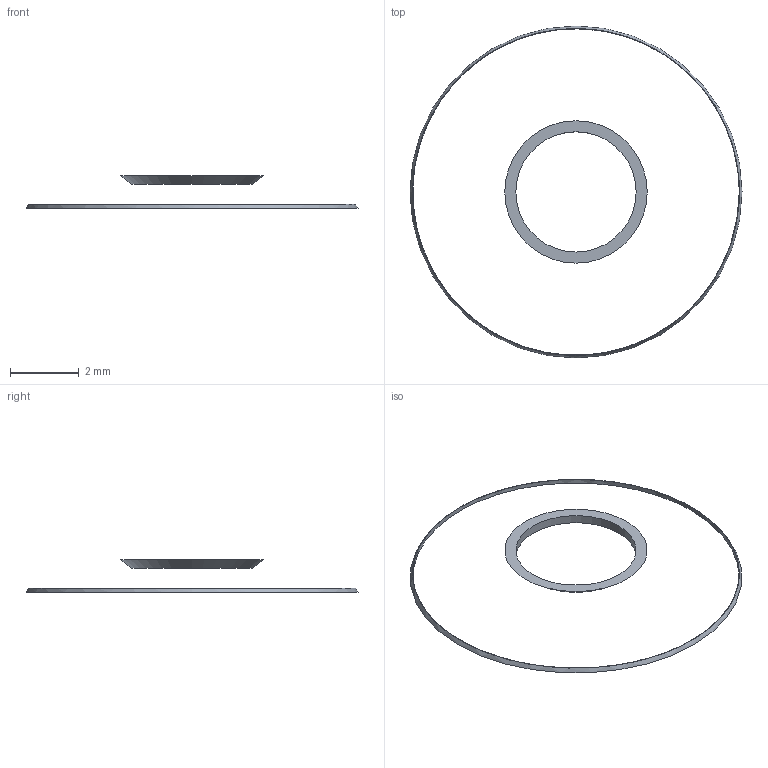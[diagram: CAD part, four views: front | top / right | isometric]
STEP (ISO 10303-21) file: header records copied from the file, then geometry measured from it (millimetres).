
FILE_DESCRIPTION(/* description */ (''),/* implementation_level */ '2;1');
FILE_NAME(/* name */ 'P0844613-01-ADHESIVE.stp',/* time_stamp */ '2023-09-14T07:39:47-07:00',/* author */ (''),/* organization */ (''),/* preprocessor_version */ 'ST-DEVELOPER v18.102',/* originating_system */ 'SIEMENS PLM Software NX2206.8900',/* authorisation */ '');
FILE_SCHEMA (('AUTOMOTIVE_DESIGN { 1 0 10303 214 3 1 1 1 }'));
Bounding box: 9.66 x 9.66 x 0.96 mm (x, y, z)
Volume: 0.7 mm3; surface area: 22.3 mm2
Topology: 2 solids, 2 shells, 7 faces, 11 edges, 7 vertices
Faces by surface type: plane 3, cone 2, bspline 1, cylinder 1
Full cylindrical faces by diameter (mm): 3.5 x1
Entity records: 210 total; most frequent: CRTPNT 55, DRCTN 24, FCBND 14, EDGLP 14, ORNEDG 14, A2PL3D 12, ADVFC 7, VRTPNT 7
